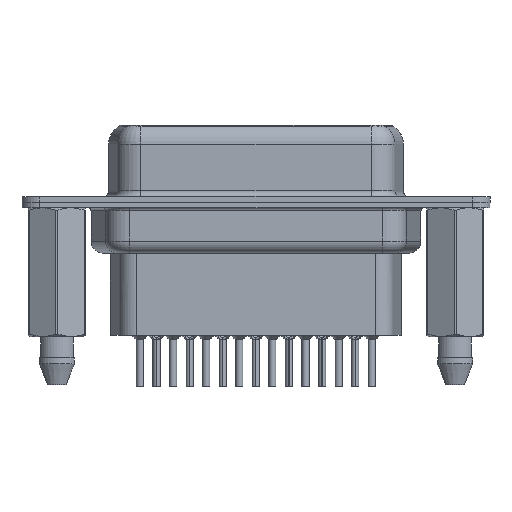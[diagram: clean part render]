
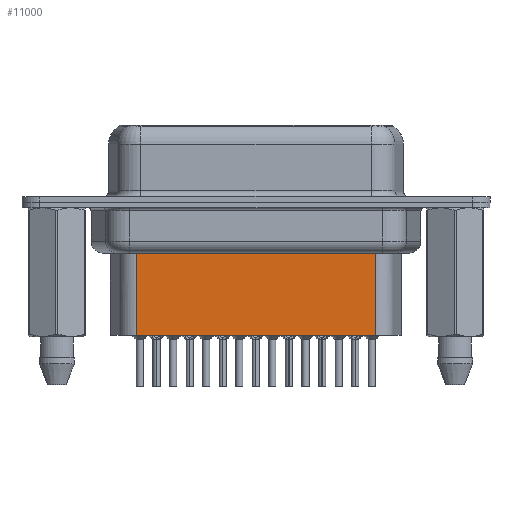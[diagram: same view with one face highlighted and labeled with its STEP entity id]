
A CAD part, front view. The second image highlights one B-rep face of the part: STEP entity #11000.
In plain terms, the highlighted planar face has unit normal (0, -1, 0).
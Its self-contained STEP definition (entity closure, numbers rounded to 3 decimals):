
#1541 = EDGE_LOOP ( 'NONE', ( #20493, #18019, #21811, #19853 ) ) ;
#1698 = VERTEX_POINT ( 'NONE', #26018 ) ;
#2896 = VECTOR ( 'NONE', #16143, 1000. ) ;
#3030 = VECTOR ( 'NONE', #3374, 1000. ) ;
#3374 = DIRECTION ( 'NONE',  ( 0., 0., -1. ) ) ;
#7553 = LINE ( 'NONE', #9683, #3030 ) ;
#7575 = CARTESIAN_POINT ( 'NONE',  ( 6.681, -3.5, -3.1 ) ) ;
#7674 = VERTEX_POINT ( 'NONE', #15098 ) ;
#8460 = VERTEX_POINT ( 'NONE', #22343 ) ;
#9278 = CARTESIAN_POINT ( 'NONE',  ( 6.681, -3.5, -3.1 ) ) ;
#9306 = DIRECTION ( 'NONE',  ( -1., 0., 0. ) ) ;
#9683 = CARTESIAN_POINT ( 'NONE',  ( 26.619, -3.5, -3.1 ) ) ;
#10655 = CARTESIAN_POINT ( 'NONE',  ( 26.619, -3.5, -4.097 ) ) ;
#11000 = ADVANCED_FACE ( 'NONE', ( #23682 ), #13507, .T. ) ;
#12521 = CARTESIAN_POINT ( 'NONE',  ( 6.681, -3.5, -11.15 ) ) ;
#13178 = VERTEX_POINT ( 'NONE', #10655 ) ;
#13507 = PLANE ( 'NONE',  #16865 ) ;
#14499 = VECTOR ( 'NONE', #21029, 1000. ) ;
#15098 = CARTESIAN_POINT ( 'NONE',  ( 26.619, -3.5, -11.15 ) ) ;
#16143 = DIRECTION ( 'NONE',  ( 0., 0., -1. ) ) ;
#16865 = AXIS2_PLACEMENT_3D ( 'NONE', #9278, #17816, #26351 ) ;
#17753 = VECTOR ( 'NONE', #9306, 1000. ) ;
#17816 = DIRECTION ( 'NONE',  ( 0., -1., 0. ) ) ;
#18019 = ORIENTED_EDGE ( 'NONE', *, *, #23728, .T. ) ;
#18460 = EDGE_CURVE ( 'NONE', #7674, #8460, #27348, .T. ) ;
#18975 = EDGE_CURVE ( 'NONE', #1698, #8460, #26772, .T. ) ;
#19853 = ORIENTED_EDGE ( 'NONE', *, *, #18460, .F. ) ;
#19939 = LINE ( 'NONE', #23840, #17753 ) ;
#20493 = ORIENTED_EDGE ( 'NONE', *, *, #22798, .F. ) ;
#21029 = DIRECTION ( 'NONE',  ( -1., 0., 0. ) ) ;
#21811 = ORIENTED_EDGE ( 'NONE', *, *, #18975, .T. ) ;
#22343 = CARTESIAN_POINT ( 'NONE',  ( 6.681, -3.5, -11.15 ) ) ;
#22798 = EDGE_CURVE ( 'NONE', #13178, #7674, #7553, .T. ) ;
#23682 = FACE_OUTER_BOUND ( 'NONE', #1541, .T. ) ;
#23728 = EDGE_CURVE ( 'NONE', #13178, #1698, #19939, .T. ) ;
#23840 = CARTESIAN_POINT ( 'NONE',  ( 6.434, -3.5, -4.097 ) ) ;
#26018 = CARTESIAN_POINT ( 'NONE',  ( 6.681, -3.5, -4.097 ) ) ;
#26351 = DIRECTION ( 'NONE',  ( 1., 0., 0. ) ) ;
#26772 = LINE ( 'NONE', #7575, #2896 ) ;
#27348 = LINE ( 'NONE', #12521, #14499 ) ;
